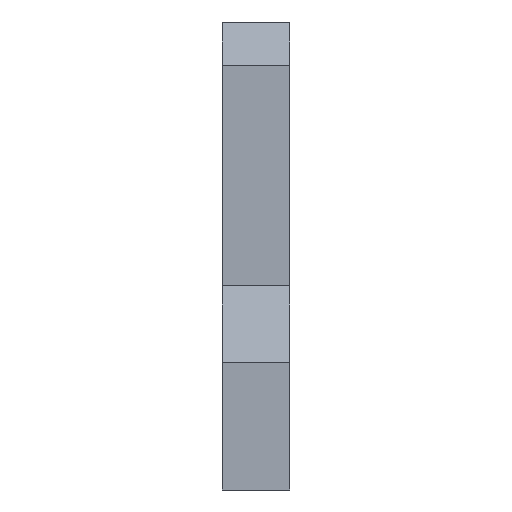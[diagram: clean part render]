
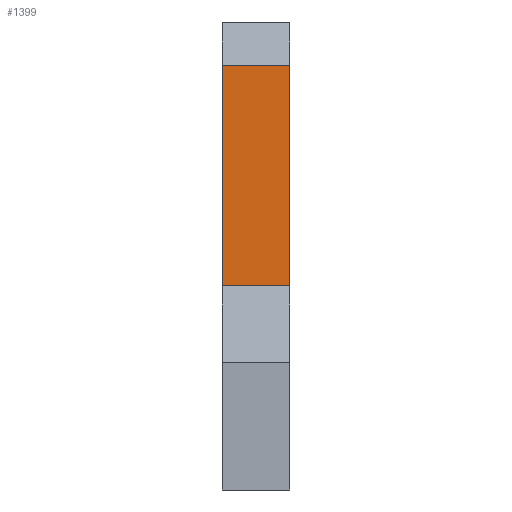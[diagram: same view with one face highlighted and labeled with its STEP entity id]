
A CAD part, left-side view. The second image highlights one B-rep face of the part: STEP entity #1399.
In plain terms, the highlighted planar face has unit normal (-1, 0, -0.004).
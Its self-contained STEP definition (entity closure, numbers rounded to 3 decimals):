
#48=PLANE('',#1497);
#123=FACE_OUTER_BOUND('',#203,.T.);
#203=EDGE_LOOP('',(#1275,#1276,#1277,#1278));
#354=LINE('',#3808,#468);
#368=LINE('',#4711,#482);
#411=LINE('',#4806,#525);
#412=LINE('',#4808,#526);
#468=VECTOR('',#1644,10.);
#482=VECTOR('',#1672,10.);
#525=VECTOR('',#1773,10.);
#526=VECTOR('',#1776,10.);
#630=VERTEX_POINT('',#3805);
#631=VERTEX_POINT('',#3807);
#642=VERTEX_POINT('',#4708);
#643=VERTEX_POINT('',#4710);
#800=EDGE_CURVE('',#631,#630,#354,.T.);
#824=EDGE_CURVE('',#642,#643,#368,.T.);
#871=EDGE_CURVE('',#643,#630,#411,.T.);
#872=EDGE_CURVE('',#642,#631,#412,.T.);
#1275=ORIENTED_EDGE('',*,*,#824,.F.);
#1276=ORIENTED_EDGE('',*,*,#872,.T.);
#1277=ORIENTED_EDGE('',*,*,#800,.T.);
#1278=ORIENTED_EDGE('',*,*,#871,.F.);
#1399=ADVANCED_FACE('',(#123),#48,.F.);
#1497=AXIS2_PLACEMENT_3D('',#4807,#1774,#1775);
#1644=DIRECTION('',(0.004,0.,-1.));
#1672=DIRECTION('',(0.004,0.,-1.));
#1773=DIRECTION('',(0.,1.,0.));
#1774=DIRECTION('center_axis',(1.,0.,0.004));
#1775=DIRECTION('ref_axis',(0.004,0.,-1.));
#1776=DIRECTION('',(0.,1.,0.));
#3805=CARTESIAN_POINT('',(-27.886,8.,-31.082));
#3807=CARTESIAN_POINT('',(-27.981,8.,-5.103));
#3808=CARTESIAN_POINT('',(-27.981,8.,-5.103));
#4708=CARTESIAN_POINT('',(-27.981,0.,-5.103));
#4710=CARTESIAN_POINT('',(-27.886,0.,-31.082));
#4711=CARTESIAN_POINT('',(-27.981,0.,-5.103));
#4806=CARTESIAN_POINT('',(-27.886,0.,-31.082));
#4807=CARTESIAN_POINT('Origin',(-27.981,0.,-5.103));
#4808=CARTESIAN_POINT('',(-27.981,0.,-5.103));
